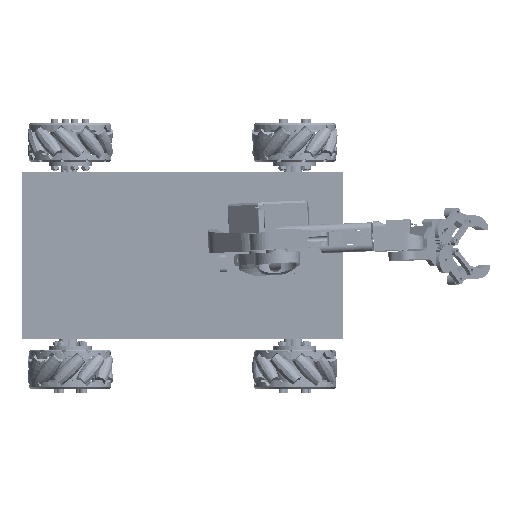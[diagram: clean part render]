
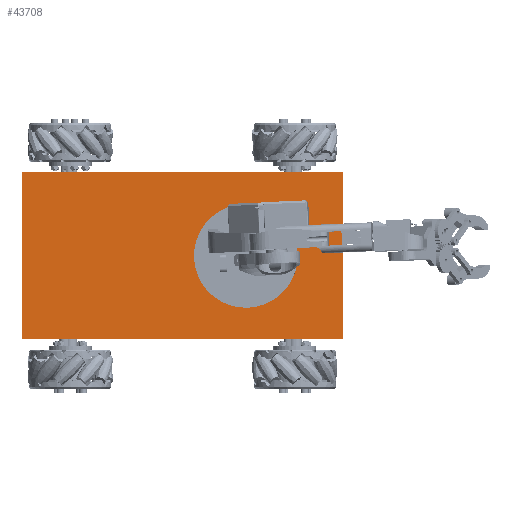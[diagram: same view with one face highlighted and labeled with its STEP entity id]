
A CAD part, top view. The second image highlights one B-rep face of the part: STEP entity #43708.
In plain terms, the highlighted face is planar.
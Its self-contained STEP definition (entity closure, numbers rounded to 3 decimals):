
#1914 = ORIENTED_EDGE ( 'NONE', *, *, #11566, .T. ) ;
#1952 = LINE ( 'NONE', #47537, #7703 ) ;
#2391 = PLANE ( 'NONE',  #34604 ) ;
#2931 = VERTEX_POINT ( 'NONE', #8255 ) ;
#5342 = CARTESIAN_POINT ( 'NONE',  ( -150., 8., -78. ) ) ;
#5634 = ORIENTED_EDGE ( 'NONE', *, *, #22210, .T. ) ;
#6993 = DIRECTION ( 'NONE',  ( 0., 0., 1. ) ) ;
#7703 = VECTOR ( 'NONE', #13004, 1000. ) ;
#8255 = CARTESIAN_POINT ( 'NONE',  ( -150., 8., 78. ) ) ;
#8955 = ORIENTED_EDGE ( 'NONE', *, *, #11891, .T. ) ;
#9514 = CARTESIAN_POINT ( 'NONE',  ( -150., 8., 78. ) ) ;
#11566 = EDGE_CURVE ( 'NONE', #48806, #29099, #1952, .T. ) ;
#11749 = CARTESIAN_POINT ( 'NONE',  ( 150., 8., -78. ) ) ;
#11891 = EDGE_CURVE ( 'NONE', #2931, #48806, #20499, .T. ) ;
#13004 = DIRECTION ( 'NONE',  ( 0., 0., -1. ) ) ;
#13273 = LINE ( 'NONE', #9514, #40048 ) ;
#13703 = DIRECTION ( 'NONE',  ( 0., -1., 0. ) ) ;
#14206 = CARTESIAN_POINT ( 'NONE',  ( 0., 8., 0. ) ) ;
#16531 = VECTOR ( 'NONE', #25034, 1000. ) ;
#16570 = LINE ( 'NONE', #32427, #32198 ) ;
#20499 = LINE ( 'NONE', #29067, #16531 ) ;
#22210 = EDGE_CURVE ( 'NONE', #29099, #49651, #16570, .T. ) ;
#22948 = CARTESIAN_POINT ( 'NONE',  ( 150., 8., 78. ) ) ;
#25034 = DIRECTION ( 'NONE',  ( 1., 0., 0. ) ) ;
#29067 = CARTESIAN_POINT ( 'NONE',  ( -150., 8., 78. ) ) ;
#29099 = VERTEX_POINT ( 'NONE', #11749 ) ;
#32198 = VECTOR ( 'NONE', #47823, 1000. ) ;
#32427 = CARTESIAN_POINT ( 'NONE',  ( -150., 8., -78. ) ) ;
#32840 = DIRECTION ( 'NONE',  ( 0., 0., -1. ) ) ;
#34604 = AXIS2_PLACEMENT_3D ( 'NONE', #14206, #13703, #32840 ) ;
#34644 = EDGE_LOOP ( 'NONE', ( #1914, #5634, #47457, #8955 ) ) ;
#35792 = EDGE_CURVE ( 'NONE', #49651, #2931, #13273, .T. ) ;
#40048 = VECTOR ( 'NONE', #6993, 1000. ) ;
#43708 = ADVANCED_FACE ( 'NONE', ( #48740 ), #2391, .F. ) ;
#47457 = ORIENTED_EDGE ( 'NONE', *, *, #35792, .T. ) ;
#47537 = CARTESIAN_POINT ( 'NONE',  ( 150., 8., 78. ) ) ;
#47823 = DIRECTION ( 'NONE',  ( -1., 0., 0. ) ) ;
#48740 = FACE_OUTER_BOUND ( 'NONE', #34644, .T. ) ;
#48806 = VERTEX_POINT ( 'NONE', #22948 ) ;
#49651 = VERTEX_POINT ( 'NONE', #5342 ) ;
